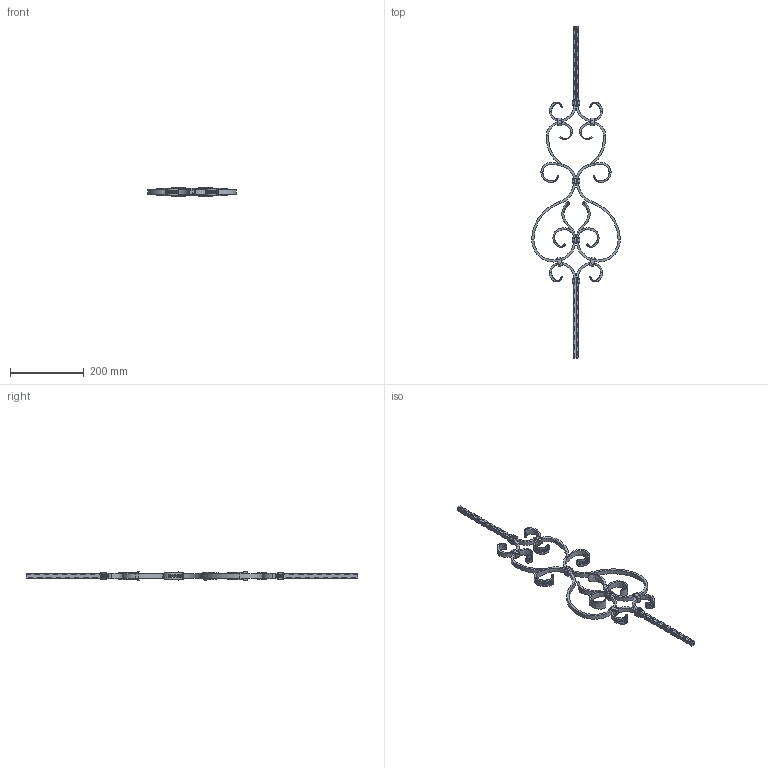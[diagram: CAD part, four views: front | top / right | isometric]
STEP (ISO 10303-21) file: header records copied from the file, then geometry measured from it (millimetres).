
FILE_DESCRIPTION (( 'STEP AP203' ), '1' );
FILE_NAME ('1307.STEP', '2021-03-17T07:22:29', ( '' ), ( '' ), 'SwSTEP 2.0', 'SolidWorks 2018', '' );
FILE_SCHEMA (( 'CONFIG_CONTROL_DESIGN' ));
Products named in the file (2): 1307
Bounding box: 240 x 900 x 23.18 mm (x, y, z)
Volume: 273832.5 mm3; surface area: 152896 mm2
Topology: 14 solids, 14 shells, 2035 faces, 4644 edges, 2498 vertices
Faces by surface type: plane 674, cylinder 654, torus 408, bspline 299
Entity records: 84292 total; most frequent: CARTESIAN_POINT 41083, ORIENTED_EDGE 9008, DIRECTION 8926, EDGE_CURVE 4504, AXIS2_PLACEMENT_3D 3426, VERTEX_POINT 2498, VECTOR 2074, LINE 2074
